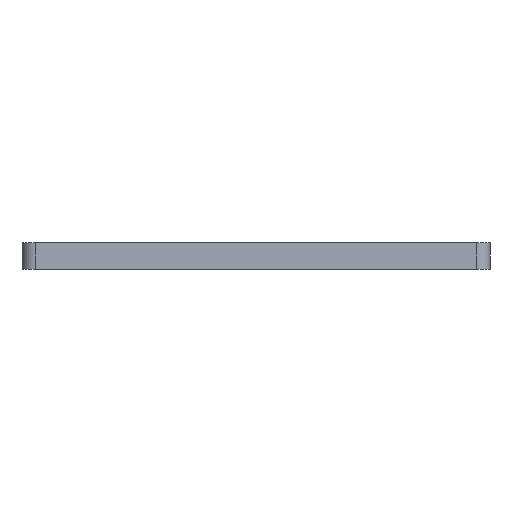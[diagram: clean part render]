
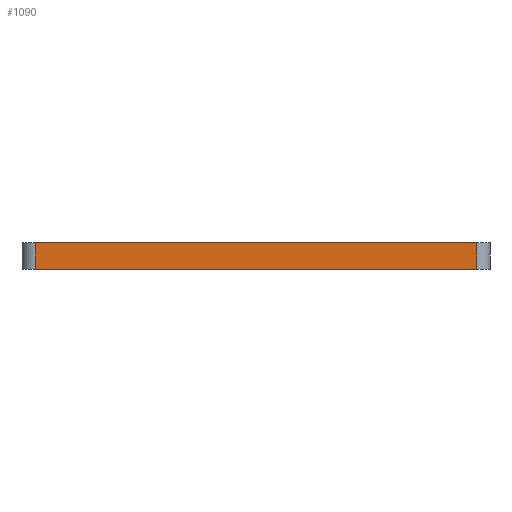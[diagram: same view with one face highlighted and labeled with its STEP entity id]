
A CAD part, left-side view. The second image highlights one B-rep face of the part: STEP entity #1090.
In plain terms, the highlighted planar face has unit normal (-1, 0, 0).
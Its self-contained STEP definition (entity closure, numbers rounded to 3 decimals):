
#333 = CARTESIAN_POINT ( 'NONE',  ( 0., 2., 4. ) ) ;
#481 = ORIENTED_EDGE ( 'NONE', *, *, #5604, .T. ) ;
#485 = ORIENTED_EDGE ( 'NONE', *, *, #5560, .F. ) ;
#491 = CARTESIAN_POINT ( 'NONE',  ( 0., 0., 4. ) ) ;
#518 = ORIENTED_EDGE ( 'NONE', *, *, #5336, .T. ) ;
#540 = ORIENTED_EDGE ( 'NONE', *, *, #5241, .T. ) ;
#834 = DIRECTION ( 'NONE',  ( 0., -1., 0. ) ) ;
#835 = DIRECTION ( 'NONE',  ( 0., 0., 1. ) ) ;
#848 = FACE_OUTER_BOUND ( 'NONE', #3914, .T. ) ;
#978 = CARTESIAN_POINT ( 'NONE',  ( 0., 68., 4. ) ) ;
#1090 = ADVANCED_FACE ( 'NONE', ( #848 ), #2564, .F. ) ;
#1189 = CARTESIAN_POINT ( 'NONE',  ( 0., 68., 0. ) ) ;
#1197 = CARTESIAN_POINT ( 'NONE',  ( 0., 2., 0. ) ) ;
#1208 = CARTESIAN_POINT ( 'NONE',  ( 0., 0., 0. ) ) ;
#1457 = VERTEX_POINT ( 'NONE', #1189 ) ;
#1468 = VERTEX_POINT ( 'NONE', #1197 ) ;
#1512 = VERTEX_POINT ( 'NONE', #978 ) ;
#1517 = DIRECTION ( 'NONE',  ( 0., 0., -1. ) ) ;
#1533 = AXIS2_PLACEMENT_3D ( 'NONE', #2800, #2767, #2881 ) ;
#1560 = VERTEX_POINT ( 'NONE', #6007 ) ;
#1916 = DIRECTION ( 'NONE',  ( 0., -1., 0. ) ) ;
#2424 = CARTESIAN_POINT ( 'NONE',  ( 0., 68., 4. ) ) ;
#2564 = PLANE ( 'NONE',  #1533 ) ;
#2767 = DIRECTION ( 'NONE',  ( 1., 0., 0. ) ) ;
#2800 = CARTESIAN_POINT ( 'NONE',  ( 0., 0., 4. ) ) ;
#2881 = DIRECTION ( 'NONE',  ( 0., 0., -1. ) ) ;
#3307 = LINE ( 'NONE', #2424, #3354 ) ;
#3354 = VECTOR ( 'NONE', #1517, 1000. ) ;
#3392 = LINE ( 'NONE', #491, #3421 ) ;
#3421 = VECTOR ( 'NONE', #1916, 1000. ) ;
#3549 = VECTOR ( 'NONE', #835, 1000. ) ;
#3596 = LINE ( 'NONE', #333, #3549 ) ;
#3658 = VECTOR ( 'NONE', #834, 1000. ) ;
#3691 = LINE ( 'NONE', #1208, #3658 ) ;
#3914 = EDGE_LOOP ( 'NONE', ( #540, #518, #485, #481 ) ) ;
#5241 = EDGE_CURVE ( 'NONE', #1457, #1468, #3691, .T. ) ;
#5336 = EDGE_CURVE ( 'NONE', #1468, #1560, #3596, .T. ) ;
#5560 = EDGE_CURVE ( 'NONE', #1512, #1560, #3392, .T. ) ;
#5604 = EDGE_CURVE ( 'NONE', #1512, #1457, #3307, .T. ) ;
#6007 = CARTESIAN_POINT ( 'NONE',  ( 0., 2., 4. ) ) ;
